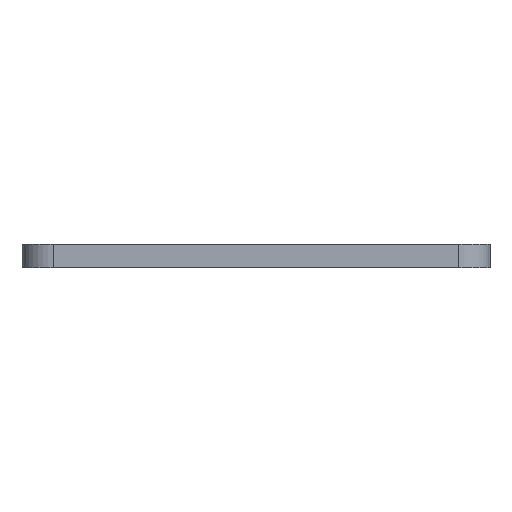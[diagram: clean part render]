
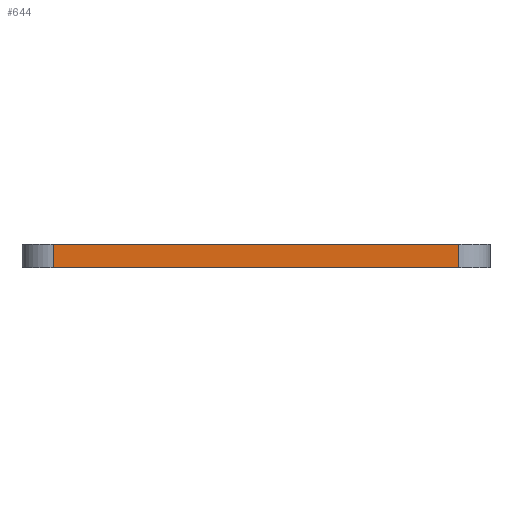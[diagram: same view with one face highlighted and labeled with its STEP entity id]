
A CAD part, front view. The second image highlights one B-rep face of the part: STEP entity #644.
In plain terms, the highlighted planar face has unit normal (0, -1, 0).
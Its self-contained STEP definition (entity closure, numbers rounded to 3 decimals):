
#12 = EDGE_CURVE ( 'NONE', #618, #1066, #724, .T. ) ;
#55 = DIRECTION ( 'NONE',  ( 0., 1., 0. ) ) ;
#67 = DIRECTION ( 'NONE',  ( 1., 0., 0. ) ) ;
#92 = VECTOR ( 'NONE', #127, 1000. ) ;
#93 = VERTEX_POINT ( 'NONE', #288 ) ;
#98 = ORIENTED_EDGE ( 'NONE', *, *, #445, .T. ) ;
#127 = DIRECTION ( 'NONE',  ( 0., 0., 1. ) ) ;
#128 = ORIENTED_EDGE ( 'NONE', *, *, #692, .F. ) ;
#140 = CARTESIAN_POINT ( 'NONE',  ( 13., -26.75, -0.75 ) ) ;
#163 = LINE ( 'NONE', #649, #277 ) ;
#242 = FACE_OUTER_BOUND ( 'NONE', #243, .T. ) ;
#243 = EDGE_LOOP ( 'NONE', ( #98, #784, #128, #657 ) ) ;
#277 = VECTOR ( 'NONE', #67, 1000. ) ;
#288 = CARTESIAN_POINT ( 'NONE',  ( -13., -26.75, 0.75 ) ) ;
#289 = EDGE_CURVE ( 'NONE', #93, #290, #588, .T. ) ;
#290 = VERTEX_POINT ( 'NONE', #716 ) ;
#401 = CARTESIAN_POINT ( 'NONE',  ( 15., -26.75, -0.75 ) ) ;
#430 = CARTESIAN_POINT ( 'NONE',  ( 13., -26.75, 0.75 ) ) ;
#445 = EDGE_CURVE ( 'NONE', #290, #618, #522, .T. ) ;
#475 = CARTESIAN_POINT ( 'NONE',  ( 15., -26.75, 0.75 ) ) ;
#522 = LINE ( 'NONE', #401, #731 ) ;
#535 = DIRECTION ( 'NONE',  ( 0., 0., -1. ) ) ;
#588 = LINE ( 'NONE', #1028, #904 ) ;
#604 = AXIS2_PLACEMENT_3D ( 'NONE', #475, #55, #640 ) ;
#618 = VERTEX_POINT ( 'NONE', #140 ) ;
#640 = DIRECTION ( 'NONE',  ( -1., 0., 0. ) ) ;
#644 = ADVANCED_FACE ( 'NONE', ( #242 ), #977, .F. ) ;
#649 = CARTESIAN_POINT ( 'NONE',  ( 15., -26.75, 0.75 ) ) ;
#657 = ORIENTED_EDGE ( 'NONE', *, *, #289, .T. ) ;
#692 = EDGE_CURVE ( 'NONE', #93, #1066, #163, .T. ) ;
#716 = CARTESIAN_POINT ( 'NONE',  ( -13., -26.75, -0.75 ) ) ;
#724 = LINE ( 'NONE', #789, #92 ) ;
#731 = VECTOR ( 'NONE', #1038, 1000. ) ;
#784 = ORIENTED_EDGE ( 'NONE', *, *, #12, .T. ) ;
#789 = CARTESIAN_POINT ( 'NONE',  ( 13., -26.75, 0.75 ) ) ;
#904 = VECTOR ( 'NONE', #535, 1000. ) ;
#977 = PLANE ( 'NONE',  #604 ) ;
#1028 = CARTESIAN_POINT ( 'NONE',  ( -13., -26.75, 0.75 ) ) ;
#1038 = DIRECTION ( 'NONE',  ( 1., 0., 0. ) ) ;
#1066 = VERTEX_POINT ( 'NONE', #430 ) ;
